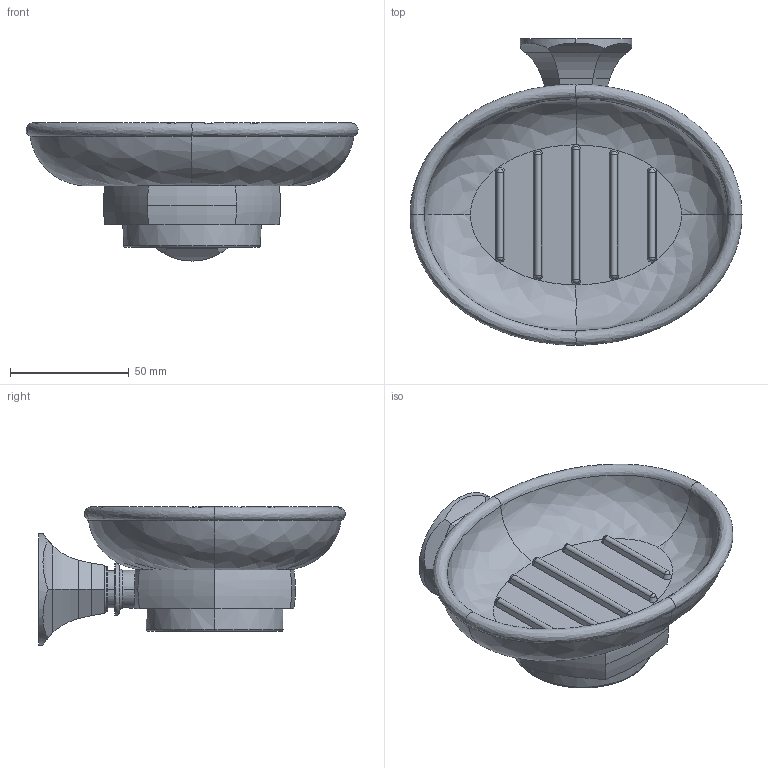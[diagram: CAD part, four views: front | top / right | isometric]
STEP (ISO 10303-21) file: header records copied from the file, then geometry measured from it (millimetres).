
FILE_DESCRIPTION((''),'2;1');
FILE_NAME('612_WEB','2010-10-04T',('project'),(''),'PRO/ENGINEER BY PARAMETRIC TECHNOLOGY CORPORATION, 2009300','PRO/ENGINEER BY PARAMETRIC TECHNOLOGY CORPORATION, 2009300','');
FILE_SCHEMA(('CONFIG_CONTROL_DESIGN'));
Length unit declared in the file: inch
Products named in the file (1): 612_WEB
Bounding box: 139.99 x 129.21 x 58.25 mm (x, y, z)
Volume: 140758.8 mm3; surface area: 57250 mm2
Topology: 2 solids, 3 shells, 174 faces, 449 edges, 275 vertices
Faces by surface type: cylinder 83, plane 35, torus 20, bspline 12, cone 12, sphere 12
Entity records: 6677 total; most frequent: CARTESIAN_POINT 2588, ORIENTED_EDGE 874, DIRECTION 815, EDGE_CURVE 437, AXIS2_PLACEMENT_3D 344, VERTEX_POINT 275, EDGE_LOOP 190, CIRCLE 182
